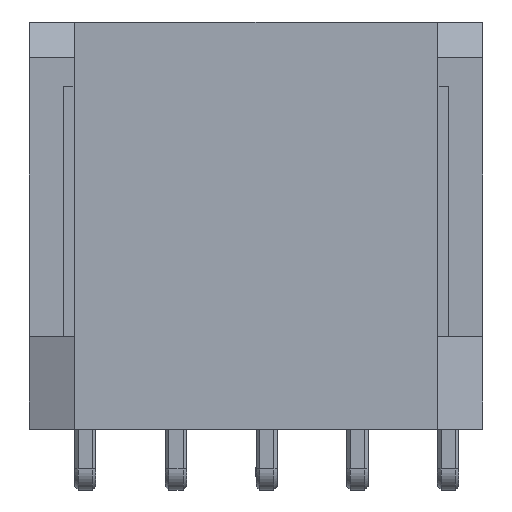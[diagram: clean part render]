
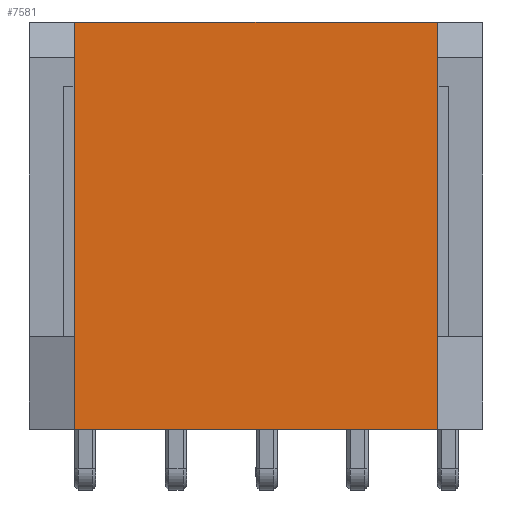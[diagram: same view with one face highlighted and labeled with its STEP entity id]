
A CAD part, front view. The second image highlights one B-rep face of the part: STEP entity #7581.
In plain terms, the highlighted planar face has unit normal (0, -1, 0).
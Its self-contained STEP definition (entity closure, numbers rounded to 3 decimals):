
#1549 = PLANE('',#1550);
#1550 = AXIS2_PLACEMENT_3D('',#1551,#1552,#1553);
#1551 = CARTESIAN_POINT('',(5.08,-4.48,-5.7));
#1552 = DIRECTION('',(0.,0.,-1.));
#1553 = DIRECTION('',(-1.,0.,0.));
#3619 = VERTEX_POINT('',#3620);
#3620 = CARTESIAN_POINT('',(5.08,-5.08,-5.7));
#3634 = PLANE('',#3635);
#3635 = AXIS2_PLACEMENT_3D('',#3636,#3637,#3638);
#3636 = CARTESIAN_POINT('',(5.08,-4.48,5.7));
#3637 = DIRECTION('',(1.,0.,0.));
#3638 = DIRECTION('',(0.,0.,-1.));
#3646 = EDGE_CURVE('',#3619,#3647,#3649,.T.);
#3647 = VERTEX_POINT('',#3648);
#3648 = CARTESIAN_POINT('',(-5.08,-5.08,-5.7));
#3649 = SURFACE_CURVE('',#3650,(#3654,#3661),.PCURVE_S1.);
#3650 = LINE('',#3651,#3652);
#3651 = CARTESIAN_POINT('',(5.08,-5.08,-5.7));
#3652 = VECTOR('',#3653,1.);
#3653 = DIRECTION('',(-1.,0.,0.));
#3654 = PCURVE('',#1549,#3655);
#3655 = DEFINITIONAL_REPRESENTATION('',(#3656),#3660);
#3656 = LINE('',#3657,#3658);
#3657 = CARTESIAN_POINT('',(0.,-0.6));
#3658 = VECTOR('',#3659,1.);
#3659 = DIRECTION('',(1.,0.));
#3660 = ( GEOMETRIC_REPRESENTATION_CONTEXT(2) 
PARAMETRIC_REPRESENTATION_CONTEXT() REPRESENTATION_CONTEXT('2D SPACE',''
  ) );
#3661 = PCURVE('',#3662,#3667);
#3662 = PLANE('',#3663);
#3663 = AXIS2_PLACEMENT_3D('',#3664,#3665,#3666);
#3664 = CARTESIAN_POINT('',(0.,-5.08,0.
    ));
#3665 = DIRECTION('',(0.,1.,0.));
#3666 = DIRECTION('',(0.,0.,1.));
#3667 = DEFINITIONAL_REPRESENTATION('',(#3668),#3672);
#3668 = LINE('',#3669,#3670);
#3669 = CARTESIAN_POINT('',(-5.7,5.08));
#3670 = VECTOR('',#3671,1.);
#3671 = DIRECTION('',(0.,-1.));
#3672 = ( GEOMETRIC_REPRESENTATION_CONTEXT(2) 
PARAMETRIC_REPRESENTATION_CONTEXT() REPRESENTATION_CONTEXT('2D SPACE',''
  ) );
#3690 = PLANE('',#3691);
#3691 = AXIS2_PLACEMENT_3D('',#3692,#3693,#3694);
#3692 = CARTESIAN_POINT('',(-5.08,-4.48,-5.7));
#3693 = DIRECTION('',(-1.,0.,0.));
#3694 = DIRECTION('',(0.,0.,1.));
#7399 = VERTEX_POINT('',#7400);
#7400 = CARTESIAN_POINT('',(5.08,-5.08,5.7));
#7414 = PLANE('',#7415);
#7415 = AXIS2_PLACEMENT_3D('',#7416,#7417,#7418);
#7416 = CARTESIAN_POINT('',(-5.08,-4.48,5.7));
#7417 = DIRECTION('',(0.,0.,1.));
#7418 = DIRECTION('',(1.,0.,0.));
#7426 = EDGE_CURVE('',#7399,#3619,#7427,.T.);
#7427 = SURFACE_CURVE('',#7428,(#7432,#7439),.PCURVE_S1.);
#7428 = LINE('',#7429,#7430);
#7429 = CARTESIAN_POINT('',(5.08,-5.08,5.7));
#7430 = VECTOR('',#7431,1.);
#7431 = DIRECTION('',(0.,0.,-1.));
#7432 = PCURVE('',#3634,#7433);
#7433 = DEFINITIONAL_REPRESENTATION('',(#7434),#7438);
#7434 = LINE('',#7435,#7436);
#7435 = CARTESIAN_POINT('',(0.,-0.6));
#7436 = VECTOR('',#7437,1.);
#7437 = DIRECTION('',(1.,0.));
#7438 = ( GEOMETRIC_REPRESENTATION_CONTEXT(2) 
PARAMETRIC_REPRESENTATION_CONTEXT() REPRESENTATION_CONTEXT('2D SPACE',''
  ) );
#7439 = PCURVE('',#3662,#7440);
#7440 = DEFINITIONAL_REPRESENTATION('',(#7441),#7445);
#7441 = LINE('',#7442,#7443);
#7442 = CARTESIAN_POINT('',(5.7,5.08));
#7443 = VECTOR('',#7444,1.);
#7444 = DIRECTION('',(-1.,0.));
#7445 = ( GEOMETRIC_REPRESENTATION_CONTEXT(2) 
PARAMETRIC_REPRESENTATION_CONTEXT() REPRESENTATION_CONTEXT('2D SPACE',''
  ) );
#7581 = ADVANCED_FACE('',(#7582),#3662,.F.);
#7582 = FACE_BOUND('',#7583,.F.);
#7583 = EDGE_LOOP('',(#7584,#7585,#7608,#7629));
#7584 = ORIENTED_EDGE('',*,*,#3646,.T.);
#7585 = ORIENTED_EDGE('',*,*,#7586,.T.);
#7586 = EDGE_CURVE('',#3647,#7587,#7589,.T.);
#7587 = VERTEX_POINT('',#7588);
#7588 = CARTESIAN_POINT('',(-5.08,-5.08,5.7));
#7589 = SURFACE_CURVE('',#7590,(#7594,#7601),.PCURVE_S1.);
#7590 = LINE('',#7591,#7592);
#7591 = CARTESIAN_POINT('',(-5.08,-5.08,-5.7));
#7592 = VECTOR('',#7593,1.);
#7593 = DIRECTION('',(0.,0.,1.));
#7594 = PCURVE('',#3662,#7595);
#7595 = DEFINITIONAL_REPRESENTATION('',(#7596),#7600);
#7596 = LINE('',#7597,#7598);
#7597 = CARTESIAN_POINT('',(-5.7,-5.08));
#7598 = VECTOR('',#7599,1.);
#7599 = DIRECTION('',(1.,0.));
#7600 = ( GEOMETRIC_REPRESENTATION_CONTEXT(2) 
PARAMETRIC_REPRESENTATION_CONTEXT() REPRESENTATION_CONTEXT('2D SPACE',''
  ) );
#7601 = PCURVE('',#3690,#7602);
#7602 = DEFINITIONAL_REPRESENTATION('',(#7603),#7607);
#7603 = LINE('',#7604,#7605);
#7604 = CARTESIAN_POINT('',(0.,-0.6));
#7605 = VECTOR('',#7606,1.);
#7606 = DIRECTION('',(1.,0.));
#7607 = ( GEOMETRIC_REPRESENTATION_CONTEXT(2) 
PARAMETRIC_REPRESENTATION_CONTEXT() REPRESENTATION_CONTEXT('2D SPACE',''
  ) );
#7608 = ORIENTED_EDGE('',*,*,#7609,.T.);
#7609 = EDGE_CURVE('',#7587,#7399,#7610,.T.);
#7610 = SURFACE_CURVE('',#7611,(#7615,#7622),.PCURVE_S1.);
#7611 = LINE('',#7612,#7613);
#7612 = CARTESIAN_POINT('',(-5.08,-5.08,5.7));
#7613 = VECTOR('',#7614,1.);
#7614 = DIRECTION('',(1.,0.,0.));
#7615 = PCURVE('',#3662,#7616);
#7616 = DEFINITIONAL_REPRESENTATION('',(#7617),#7621);
#7617 = LINE('',#7618,#7619);
#7618 = CARTESIAN_POINT('',(5.7,-5.08));
#7619 = VECTOR('',#7620,1.);
#7620 = DIRECTION('',(0.,1.));
#7621 = ( GEOMETRIC_REPRESENTATION_CONTEXT(2) 
PARAMETRIC_REPRESENTATION_CONTEXT() REPRESENTATION_CONTEXT('2D SPACE',''
  ) );
#7622 = PCURVE('',#7414,#7623);
#7623 = DEFINITIONAL_REPRESENTATION('',(#7624),#7628);
#7624 = LINE('',#7625,#7626);
#7625 = CARTESIAN_POINT('',(0.,-0.6));
#7626 = VECTOR('',#7627,1.);
#7627 = DIRECTION('',(1.,0.));
#7628 = ( GEOMETRIC_REPRESENTATION_CONTEXT(2) 
PARAMETRIC_REPRESENTATION_CONTEXT() REPRESENTATION_CONTEXT('2D SPACE',''
  ) );
#7629 = ORIENTED_EDGE('',*,*,#7426,.T.);
